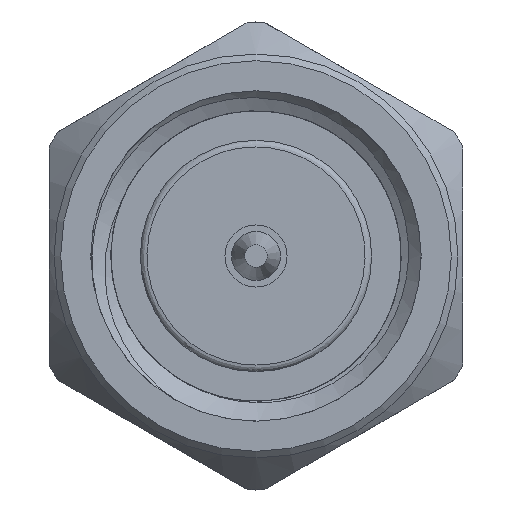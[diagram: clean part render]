
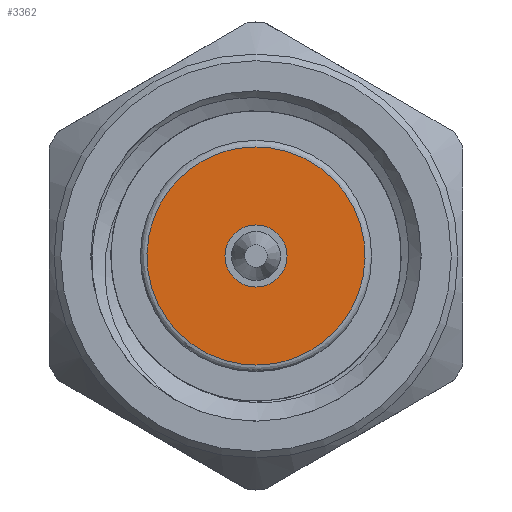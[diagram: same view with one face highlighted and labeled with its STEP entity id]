
A CAD part, left-side view. The second image highlights one B-rep face of the part: STEP entity #3362.
In plain terms, the highlighted planar face has unit normal (-1, 0, 0).
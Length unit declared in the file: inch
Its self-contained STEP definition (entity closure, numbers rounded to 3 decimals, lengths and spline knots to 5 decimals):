
#247 = CARTESIAN_POINT ( 'NONE',  ( 0.11, -0.165, -0.0825 ) ) ;
#344 = VERTEX_POINT ( 'NONE', #1936 ) ;
#635 = CARTESIAN_POINT ( 'NONE',  ( 0.11, 0., 0. ) ) ;
#763 = FACE_BOUND ( 'NONE', #1693, .T. ) ;
#790 =( BOUNDED_CURVE ( )  B_SPLINE_CURVE ( 3, ( #940, #3679, #912, #4685 ),
 .UNSPECIFIED., .F., .T. ) 
 B_SPLINE_CURVE_WITH_KNOTS ( ( 4, 4 ),
 ( 0., 1. ),
 .UNSPECIFIED. ) 
 CURVE ( )  GEOMETRIC_REPRESENTATION_ITEM ( )  RATIONAL_B_SPLINE_CURVE ( ( 1., 0.333, 0.333, 1. ) ) 
 REPRESENTATION_ITEM ( '' )  );
#796 = EDGE_CURVE ( 'NONE', #344, #344, #4393, .T. ) ;
#912 = CARTESIAN_POINT ( 'NONE',  ( 0.11, 0.165, 0.0825 ) ) ;
#922 =( BOUNDED_CURVE ( )  B_SPLINE_CURVE ( 3, ( #1761, #2152, #247, #2622 ),
 .UNSPECIFIED., .F., .T. ) 
 B_SPLINE_CURVE_WITH_KNOTS ( ( 4, 4 ),
 ( 0., 1. ),
 .UNSPECIFIED. ) 
 CURVE ( )  GEOMETRIC_REPRESENTATION_ITEM ( )  RATIONAL_B_SPLINE_CURVE ( ( 1., 0.333, 0.333, 1. ) ) 
 REPRESENTATION_ITEM ( '' )  );
#926 = ORIENTED_EDGE ( 'NONE', *, *, #2434, .F. ) ;
#940 = CARTESIAN_POINT ( 'NONE',  ( 0.11, 0., -0.0825 ) ) ;
#1061 = CARTESIAN_POINT ( 'NONE',  ( 0.11, 0., 0.0825 ) ) ;
#1175 = DIRECTION ( 'NONE',  ( 0., 1., 0. ) ) ;
#1490 = ORIENTED_EDGE ( 'NONE', *, *, #2185, .F. ) ;
#1634 = VERTEX_POINT ( 'NONE', #1061 ) ;
#1693 = EDGE_LOOP ( 'NONE', ( #4016 ) ) ;
#1761 = CARTESIAN_POINT ( 'NONE',  ( 0.11, 0., 0.0825 ) ) ;
#1770 = VERTEX_POINT ( 'NONE', #5069 ) ;
#1914 = AXIS2_PLACEMENT_3D ( 'NONE', #4735, #2342, #1175 ) ;
#1936 = CARTESIAN_POINT ( 'NONE',  ( 0.11, 0., -0.0235 ) ) ;
#2152 = CARTESIAN_POINT ( 'NONE',  ( 0.11, -0.165, 0.0825 ) ) ;
#2185 = EDGE_CURVE ( 'NONE', #1770, #1634, #790, .T. ) ;
#2342 = DIRECTION ( 'NONE',  ( 1., 0., 0. ) ) ;
#2434 = EDGE_CURVE ( 'NONE', #1634, #1770, #922, .T. ) ;
#2553 = DIRECTION ( 'NONE',  ( -1., 0., 0. ) ) ;
#2604 = DIRECTION ( 'NONE',  ( 0., 0., -1. ) ) ;
#2622 = CARTESIAN_POINT ( 'NONE',  ( 0.11, 0., -0.0825 ) ) ;
#3362 = ADVANCED_FACE ( 'NONE', ( #763, #5063 ), #4707, .F. ) ;
#3679 = CARTESIAN_POINT ( 'NONE',  ( 0.11, 0.165, -0.0825 ) ) ;
#3827 = AXIS2_PLACEMENT_3D ( 'NONE', #635, #2553, #2604 ) ;
#4016 = ORIENTED_EDGE ( 'NONE', *, *, #796, .F. ) ;
#4393 = CIRCLE ( 'NONE', #3827, 0.0235 ) ;
#4485 = EDGE_LOOP ( 'NONE', ( #1490, #926 ) ) ;
#4685 = CARTESIAN_POINT ( 'NONE',  ( 0.11, 0., 0.0825 ) ) ;
#4707 = PLANE ( 'NONE',  #1914 ) ;
#4735 = CARTESIAN_POINT ( 'NONE',  ( 0.11, 0., 0. ) ) ;
#5063 = FACE_OUTER_BOUND ( 'NONE', #4485, .T. ) ;
#5069 = CARTESIAN_POINT ( 'NONE',  ( 0.11, 0., -0.0825 ) ) ;
